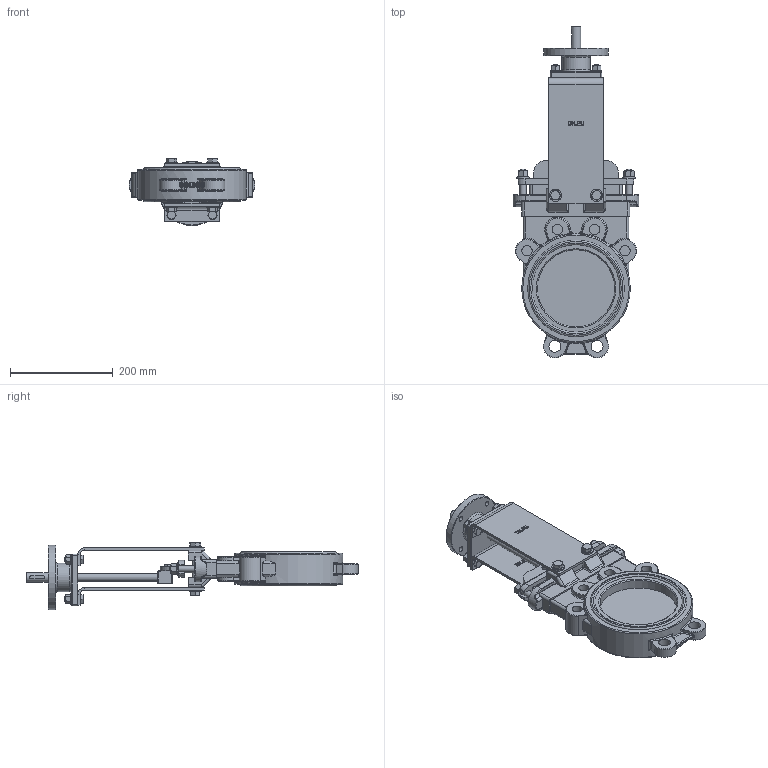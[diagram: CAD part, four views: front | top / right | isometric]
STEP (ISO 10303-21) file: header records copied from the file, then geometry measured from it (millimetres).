
FILE_DESCRIPTION(/* description */ (''),/* implementation_level */ '2;1');
FILE_NAME(/* name */ 'DN150_3D_STEP.stp',/* time_stamp */ '2025-09-04T00:52:19+03:00',/* author */ ('igorr'),/* organization */ (''),/* preprocessor_version */ 'ST-DEVELOPER v20',/* originating_system */ 'Autodesk Inventor 2025',/* authorisation */ '');
FILE_SCHEMA (('AUTOMOTIVE_DESIGN { 1 0 10303 214 3 1 1 }'));
Length unit declared in the file: millimetre
Products named in the file (11): Сборка1; Деталь1; AS 1110 - M8 x 12; Деталь2; Деталь3; DIN 126 - 11; AS 1110 - M10 x 30; ANSI B18.2.4.2M - M10x1,5; AS 1111 - M12 x 45; DIN 126 - 13,5; ANSI B18.2.4.2M - M12x1,75
Assembly tree (30 placements, depth 2):
  Сборка1
    Деталь1
    AS 1110 - M8 x 12  x2
    Деталь2  x2
    Деталь3
    DIN 126 - 11  x4
    AS 1110 - M10 x 30  x4
    ANSI B18.2.4.2M - M10x1,5  x4
    DIN 126 - 13,5  x6
    AS 1111 - M12 x 45  x4
    ANSI B18.2.4.2M - M12x1,75  x2
Bounding box: 244.69 x 645.26 x 130.45 mm (x, y, z)
Volume: 3348958.4 mm3; surface area: 496890.5 mm2
Topology: 30 solids, 30 shells, 1133 faces, 2614 edges, 1573 vertices
Faces by surface type: plane 475, cylinder 272, cone 162, torus 123, bspline 90, sphere 11
Full cylindrical faces by diameter (mm): 8 x4, 8.376 x4, 10 x10, 10.106 x2, 11 x4, 12 x14, 13 x2, 13.5 x6, 15 x1, 16 x4, 18 x5, 20 x12, 22 x1, 23 x3, 24 x6, 40 x1, 41 x1, 55 x1, 75 x1, 125 x1, 150 x2, 211 x1
Entity records: 25073 total; most frequent: CARTESIAN_POINT 6753, DIRECTION 3762, ORIENTED_EDGE 3538, EDGE_CURVE 1769, AXIS2_PLACEMENT_3D 1504, VERTEX_POINT 1071, EDGE_LOOP 834, FACE_OUTER_BOUND 756
